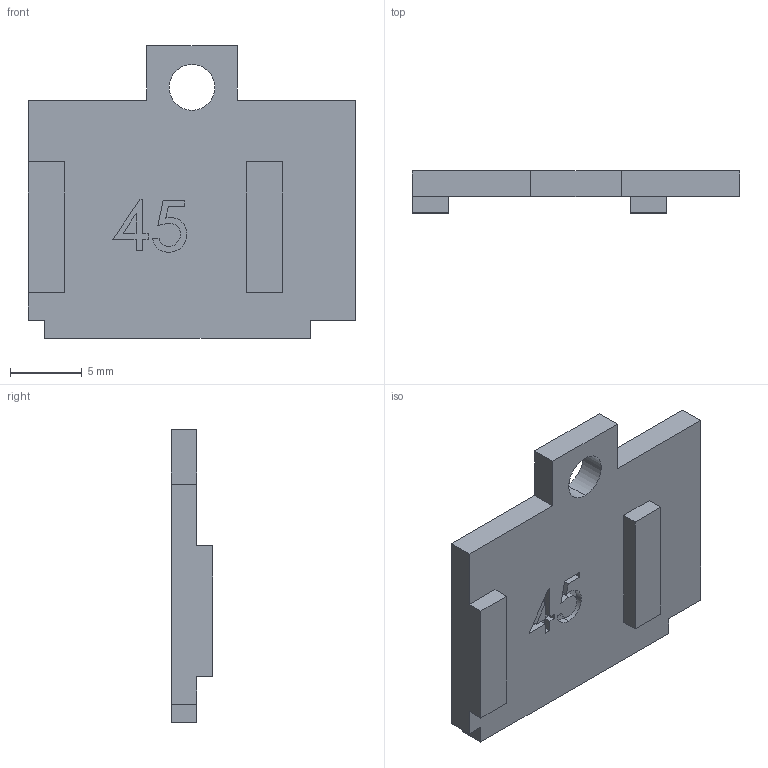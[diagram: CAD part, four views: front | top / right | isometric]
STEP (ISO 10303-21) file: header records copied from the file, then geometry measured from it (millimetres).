
FILE_DESCRIPTION (( 'STEP AP214' ), '1' );
FILE_NAME ('Display_Holder_45.STEP', '2022-10-16T00:53:25', ( '' ), ( '' ), 'SwSTEP 2.0', 'SolidWorks 2020', '' );
FILE_SCHEMA (( 'AUTOMOTIVE_DESIGN' ));
Length unit declared in the file: inch
Products named in the file (1): Display_Holder_45
Bounding box: 22.86 x 2.92 x 20.45 mm (x, y, z)
Volume: 745.1 mm3; surface area: 1023 mm2
Topology: 1 solids, 1 shells, 55 faces, 147 edges, 98 vertices
Faces by surface type: plane 45, bspline 8, cylinder 2
Entity records: 2193 total; most frequent: CARTESIAN_POINT 821, ORIENTED_EDGE 294, DIRECTION 231, EDGE_CURVE 147, VECTOR 127, LINE 127, VERTEX_POINT 98, EDGE_LOOP 61
